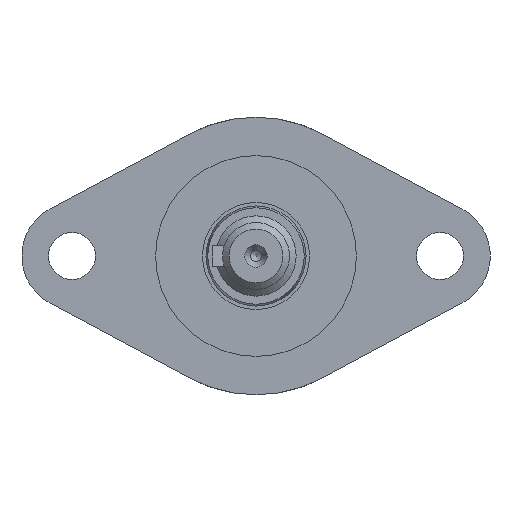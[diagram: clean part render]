
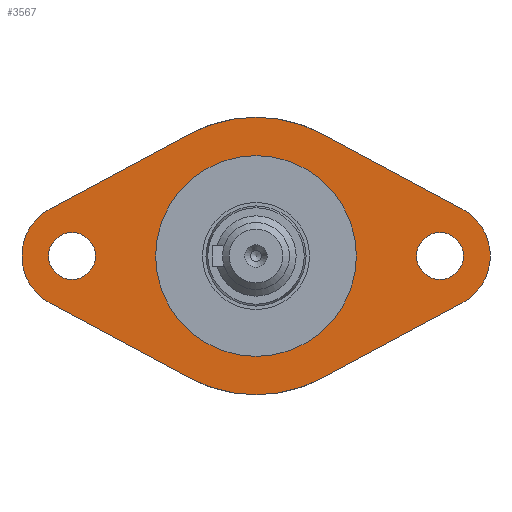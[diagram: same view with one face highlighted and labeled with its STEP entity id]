
A CAD part, left-side view. The second image highlights one B-rep face of the part: STEP entity #3567.
In plain terms, the highlighted planar face has unit normal (-1, 0, 0).
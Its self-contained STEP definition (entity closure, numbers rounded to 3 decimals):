
#560=LINE('',#5961,#843);
#562=LINE('',#5966,#845);
#566=LINE('',#5979,#849);
#571=LINE('',#5992,#854);
#843=VECTOR('',#4763,10.);
#845=VECTOR('',#4767,10.);
#849=VECTOR('',#4779,10.);
#854=VECTOR('',#4792,10.);
#934=FACE_BOUND('',#1335,.T.);
#935=FACE_BOUND('',#1336,.T.);
#936=FACE_BOUND('',#1337,.T.);
#1118=FACE_OUTER_BOUND('',#1334,.T.);
#1334=EDGE_LOOP('',(#3158,#3159,#3160,#3161,#3162,#3163,#3164,#3165));
#1335=EDGE_LOOP('',(#3166));
#1336=EDGE_LOOP('',(#3167));
#1337=EDGE_LOOP('',(#3168));
#1474=CIRCLE('',#3885,3.5);
#1476=CIRCLE('',#3888,3.5);
#1478=CIRCLE('',#3891,8.);
#1482=CIRCLE('',#3900,8.);
#1484=CIRCLE('',#3905,15.);
#1486=CIRCLE('',#3908,20.75);
#1487=CIRCLE('',#3909,20.75);
#1764=VERTEX_POINT('',#5938);
#1766=VERTEX_POINT('',#5944);
#1769=VERTEX_POINT('',#5951);
#1770=VERTEX_POINT('',#5953);
#1772=VERTEX_POINT('',#5959);
#1774=VERTEX_POINT('',#5965);
#1778=VERTEX_POINT('',#5976);
#1779=VERTEX_POINT('',#5978);
#1781=VERTEX_POINT('',#5984);
#1783=VERTEX_POINT('',#5990);
#1784=VERTEX_POINT('',#5996);
#2222=EDGE_CURVE('',#1764,#1764,#1474,.T.);
#2225=EDGE_CURVE('',#1766,#1766,#1476,.T.);
#2228=EDGE_CURVE('',#1769,#1770,#1478,.T.);
#2232=EDGE_CURVE('',#1772,#1769,#560,.T.);
#2234=EDGE_CURVE('',#1770,#1774,#562,.T.);
#2240=EDGE_CURVE('',#1779,#1778,#566,.T.);
#2244=EDGE_CURVE('',#1778,#1781,#1482,.T.);
#2247=EDGE_CURVE('',#1781,#1783,#571,.T.);
#2249=EDGE_CURVE('',#1784,#1784,#1484,.T.);
#2252=EDGE_CURVE('',#1774,#1783,#1486,.T.);
#2253=EDGE_CURVE('',#1779,#1772,#1487,.T.);
#3158=ORIENTED_EDGE('',*,*,#2252,.F.);
#3159=ORIENTED_EDGE('',*,*,#2234,.F.);
#3160=ORIENTED_EDGE('',*,*,#2228,.F.);
#3161=ORIENTED_EDGE('',*,*,#2232,.F.);
#3162=ORIENTED_EDGE('',*,*,#2253,.F.);
#3163=ORIENTED_EDGE('',*,*,#2240,.T.);
#3164=ORIENTED_EDGE('',*,*,#2244,.T.);
#3165=ORIENTED_EDGE('',*,*,#2247,.T.);
#3166=ORIENTED_EDGE('',*,*,#2222,.T.);
#3167=ORIENTED_EDGE('',*,*,#2225,.T.);
#3168=ORIENTED_EDGE('',*,*,#2249,.T.);
#3380=PLANE('',#3907);
#3567=ADVANCED_FACE('',(#1118,#934,#935,#936),#3380,.T.);
#3885=AXIS2_PLACEMENT_3D('',#5940,#4742,#4743);
#3888=AXIS2_PLACEMENT_3D('',#5946,#4749,#4750);
#3891=AXIS2_PLACEMENT_3D('',#5954,#4756,#4757);
#3900=AXIS2_PLACEMENT_3D('',#5986,#4786,#4787);
#3905=AXIS2_PLACEMENT_3D('',#5997,#4799,#4800);
#3907=AXIS2_PLACEMENT_3D('',#6001,#4804,#4805);
#3908=AXIS2_PLACEMENT_3D('',#6002,#4806,#4807);
#3909=AXIS2_PLACEMENT_3D('',#6003,#4808,#4809);
#4742=DIRECTION('center_axis',(1.,0.,0.));
#4743=DIRECTION('ref_axis',(0.,0.,-1.));
#4749=DIRECTION('center_axis',(1.,0.,0.));
#4750=DIRECTION('ref_axis',(0.,0.,-1.));
#4756=DIRECTION('center_axis',(1.,0.,0.));
#4757=DIRECTION('ref_axis',(0.,0.472,0.881));
#4763=DIRECTION('',(0.,-0.881,-0.472));
#4767=DIRECTION('',(0.,0.881,-0.472));
#4779=DIRECTION('',(0.,0.881,-0.472));
#4786=DIRECTION('center_axis',(-1.,0.,0.));
#4787=DIRECTION('ref_axis',(0.,0.472,0.881));
#4792=DIRECTION('',(0.,-0.881,-0.472));
#4799=DIRECTION('center_axis',(1.,0.,0.));
#4800=DIRECTION('ref_axis',(0.,1.,0.));
#4804=DIRECTION('center_axis',(-1.,0.,0.));
#4805=DIRECTION('ref_axis',(0.,0.,
1.));
#4806=DIRECTION('center_axis',(1.,0.,0.));
#4807=DIRECTION('ref_axis',(0.,1.,0.));
#4808=DIRECTION('center_axis',(1.,0.,0.));
#4809=DIRECTION('ref_axis',(0.,1.,0.));
#5938=CARTESIAN_POINT('',(-212.2,27.5,3.5));
#5940=CARTESIAN_POINT('Origin',(-212.2,27.5,0.));
#5944=CARTESIAN_POINT('',(-212.2,-27.5,3.5));
#5946=CARTESIAN_POINT('Origin',(-212.2,-27.5,0.));
#5951=CARTESIAN_POINT('',(-212.2,-30.778,7.052));
#5953=CARTESIAN_POINT('',(-212.2,-30.778,-7.052));
#5954=CARTESIAN_POINT('Origin',(-212.2,-27.,0.));
#5959=CARTESIAN_POINT('',(-212.2,-9.799,18.291));
#5961=CARTESIAN_POINT('',(-212.2,-9.799,18.291));
#5965=CARTESIAN_POINT('',(-212.2,-9.799,-18.291));
#5966=CARTESIAN_POINT('',(-212.2,-30.778,-7.052));
#5976=CARTESIAN_POINT('',(-212.2,30.778,7.052));
#5978=CARTESIAN_POINT('',(-212.2,9.799,18.291));
#5979=CARTESIAN_POINT('',(-212.2,9.799,18.291));
#5984=CARTESIAN_POINT('',(-212.2,30.778,-7.052));
#5986=CARTESIAN_POINT('Origin',(-212.2,27.,0.));
#5990=CARTESIAN_POINT('',(-212.2,9.799,-18.291));
#5992=CARTESIAN_POINT('',(-212.2,30.778,-7.052));
#5996=CARTESIAN_POINT('',(-212.2,-15.,0.));
#5997=CARTESIAN_POINT('Origin',(-212.2,0.,
0.));
#6001=CARTESIAN_POINT('Origin',(-212.2,17.875,0.));
#6002=CARTESIAN_POINT('Origin',(-212.2,0.,
0.));
#6003=CARTESIAN_POINT('Origin',(-212.2,0.,
0.));
